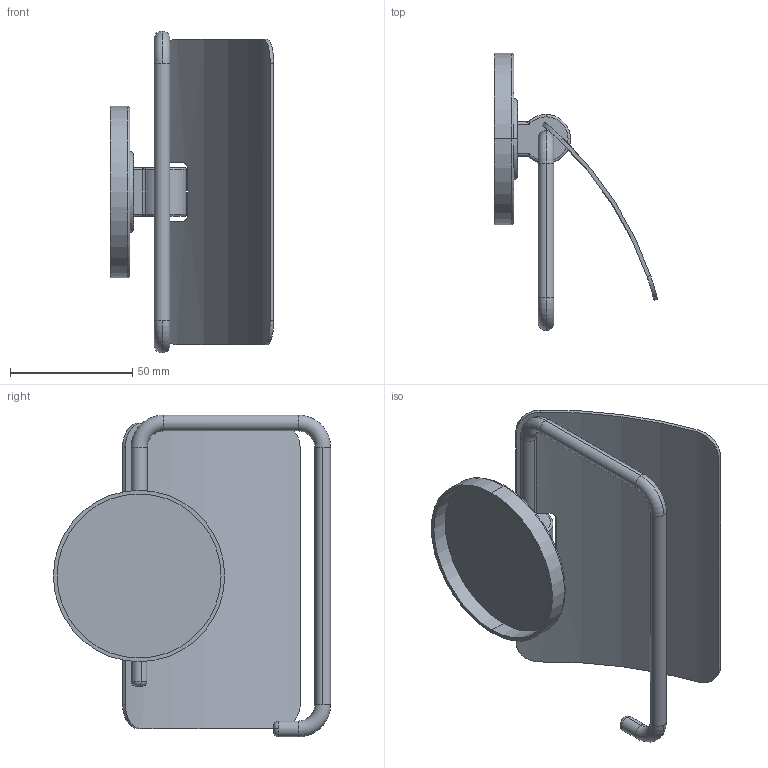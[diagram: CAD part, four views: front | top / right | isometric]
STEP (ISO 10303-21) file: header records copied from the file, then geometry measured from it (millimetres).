
FILE_DESCRIPTION (( 'STEP AP203' ), '1' );
FILE_NAME ('18407.STEP', '2013-06-20T20:25:52', ( '' ), ( '' ), 'SwSTEP 2.0', 'SolidWorks 2012', '' );
FILE_SCHEMA (( 'CONFIG_CONTROL_DESIGN' ));
Length unit declared in the file: millimetre
Products named in the file (5): 18407; 4; 3; 2; 1
Assembly tree (4 placements, depth 2):
  18407
    1
    2
    3
    4
Bounding box: 66.78 x 113.25 x 131.5 mm (x, y, z)
Volume: 40793.4 mm3; surface area: 41214.8 mm2
Topology: 5 solids, 5 shells, 88 faces, 196 edges, 112 vertices
Faces by surface type: cylinder 38, torus 22, plane 20, sphere 4, bspline 4
Entity records: 3399 total; most frequent: CARTESIAN_POINT 955, DIRECTION 452, ORIENTED_EDGE 376, AXIS2_PLACEMENT_3D 197, EDGE_CURVE 188, VERTEX_POINT 112, CIRCLE 106, EDGE_LOOP 92
